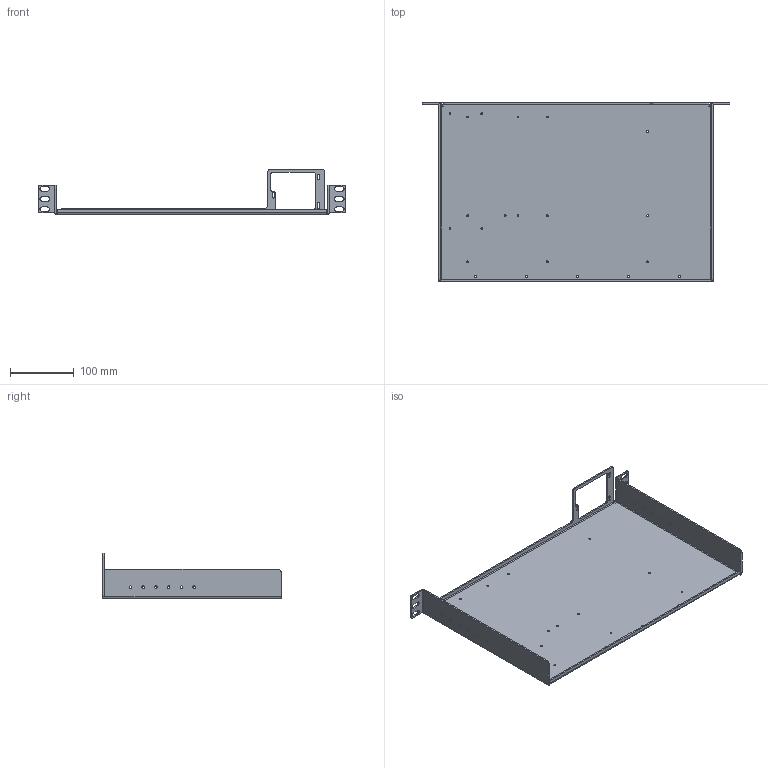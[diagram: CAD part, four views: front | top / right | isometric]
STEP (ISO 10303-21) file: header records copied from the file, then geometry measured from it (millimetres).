
FILE_DESCRIPTION(/* description */ ('Alibre Inc.'),/* implementation_level */ '2;1');
FILE_NAME(/* name */ 'export0',/* time_stamp */ '2017-03-28T23:03:52+09:00',/* author */ (''),/* organization */ (''),/* preprocessor_version */ 'ST-DEVELOPER v14',/* originating_system */ 'Alibre',/* authorisation */ '');
FILE_SCHEMA (('CONFIG_CONTROL_DESIGN'));
Length unit declared in the file: centimetre
Products named in the file (1): ID_1
Bounding box: 483 x 280 x 71.95 mm (x, y, z)
Volume: 350348.4 mm3; surface area: 311017.1 mm2
Topology: 1 solids, 1 shells, 147 faces, 419 edges, 274 vertices
Faces by surface type: cylinder 79, plane 68
Full cylindrical faces by diameter (mm): 3 x21, 4 x12
Entity records: 4763 total; most frequent: CARTESIAN_POINT 786, ORIENTED_EDGE 772, DIRECTION 749, EDGE_CURVE 386, AXIS2_PLACEMENT_3D 302, VERTEX_POINT 274, EDGE_LOOP 266, FACE_BOUND 266
